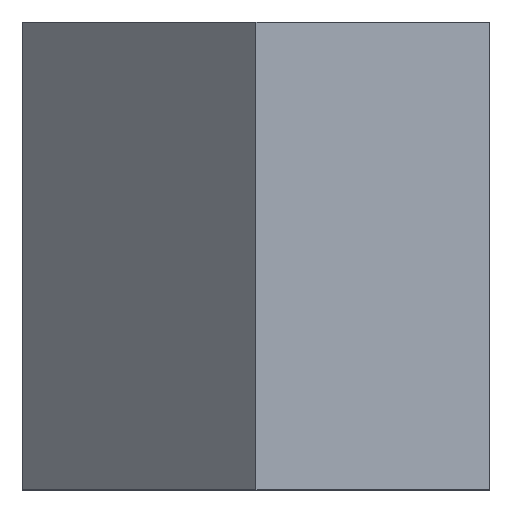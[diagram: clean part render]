
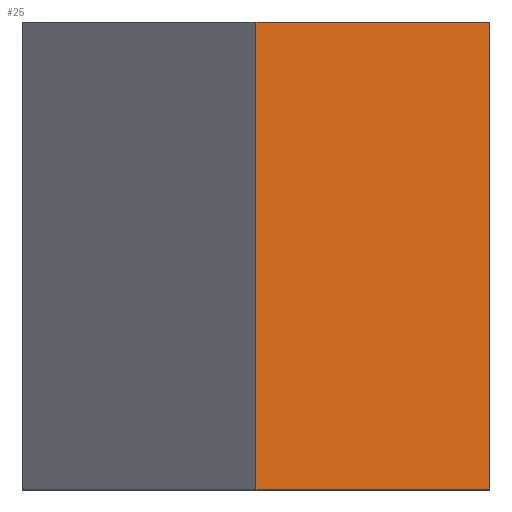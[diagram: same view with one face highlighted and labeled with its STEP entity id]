
A CAD part, top view. The second image highlights one B-rep face of the part: STEP entity #25.
In plain terms, the highlighted planar face has unit normal (0.707, 0, 0.707).
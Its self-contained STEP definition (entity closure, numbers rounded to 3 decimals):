
#25=ADVANCED_FACE('',(#42),#233,.T.);
#42=FACE_OUTER_BOUND('',#60,.T.);
#60=EDGE_LOOP('',(#108,#109,#110,#111));
#108=ORIENTED_EDGE('',*,*,#160,.T.);
#109=ORIENTED_EDGE('',*,*,#161,.T.);
#110=ORIENTED_EDGE('',*,*,#162,.F.);
#111=ORIENTED_EDGE('',*,*,#142,.F.);
#142=EDGE_CURVE('',#209,#206,#176,.T.);
#160=EDGE_CURVE('',#209,#220,#194,.T.);
#161=EDGE_CURVE('',#220,#221,#195,.T.);
#162=EDGE_CURVE('',#206,#221,#196,.T.);
#176=B_SPLINE_CURVE_WITH_KNOTS('',1,(#350,#351),.UNSPECIFIED.,.F.,.F.,(2,
2),(-72.67,-71.17),.UNSPECIFIED.);
#194=B_SPLINE_CURVE_WITH_KNOTS('',1,(#386,#387),.UNSPECIFIED.,.F.,.F.,(2,
2),(-104.892,-52.446),.UNSPECIFIED.);
#195=B_SPLINE_CURVE_WITH_KNOTS('',1,(#388,#389),.UNSPECIFIED.,.F.,.F.,(2,
2),(0.,74.17),.UNSPECIFIED.);
#196=B_SPLINE_CURVE_WITH_KNOTS('',1,(#390,#391),.UNSPECIFIED.,.F.,.F.,(2,
2),(-104.892,-52.446),.UNSPECIFIED.);
#206=VERTEX_POINT('',#320);
#209=VERTEX_POINT('',#323);
#220=VERTEX_POINT('',#334);
#221=VERTEX_POINT('',#335);
#233=PLANE('',#270);
#270=AXIS2_PLACEMENT_3D('',#310,#290,$);
#290=DIRECTION('',(0.707,0.,0.707));
#310=CARTESIAN_POINT('',(72.67,72.67,1.5));
#320=CARTESIAN_POINT('',(72.67,-1.5,1.5));
#323=CARTESIAN_POINT('',(72.67,72.67,1.5));
#334=CARTESIAN_POINT('',(35.585,72.67,38.585));
#335=CARTESIAN_POINT('',(35.585,-1.5,38.585));
#350=CARTESIAN_POINT('',(72.67,72.67,1.5));
#351=CARTESIAN_POINT('',(72.67,-1.5,1.5));
#386=CARTESIAN_POINT('',(72.67,72.67,1.5));
#387=CARTESIAN_POINT('',(35.585,72.67,38.585));
#388=CARTESIAN_POINT('',(35.585,72.67,38.585));
#389=CARTESIAN_POINT('',(35.585,-1.5,38.585));
#390=CARTESIAN_POINT('',(72.67,-1.5,1.5));
#391=CARTESIAN_POINT('',(35.585,-1.5,38.585));
